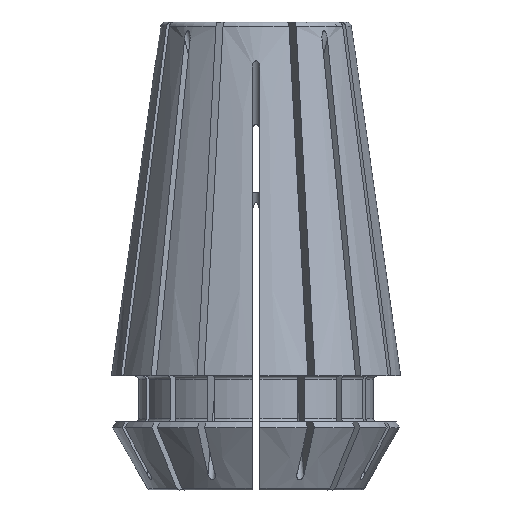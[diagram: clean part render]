
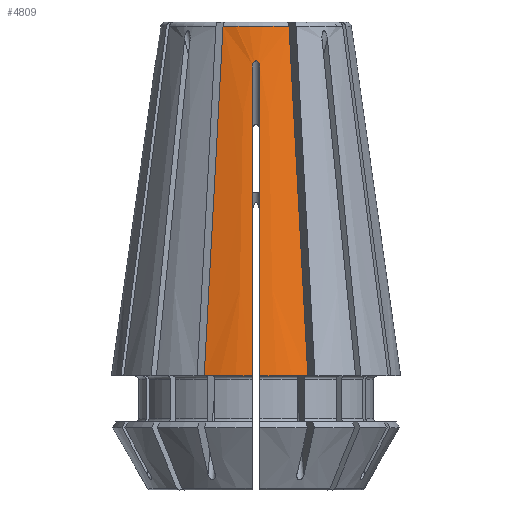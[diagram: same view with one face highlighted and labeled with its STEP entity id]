
A CAD part, front view. The second image highlights one B-rep face of the part: STEP entity #4809.
In plain terms, the highlighted conical face has half-angle 8 degrees and reference radius 5.613 mm.
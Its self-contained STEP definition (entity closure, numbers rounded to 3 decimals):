
#92=CONICAL_SURFACE('',#5075,5.613,0.14);
#142=B_SPLINE_CURVE_WITH_KNOTS('',3,(#6791,#6792,#6793,#6794),
 .UNSPECIFIED.,.F.,.F.,(4,4),(0.,0.02),
 .UNSPECIFIED.);
#143=B_SPLINE_CURVE_WITH_KNOTS('',3,(#6795,#6796,#6797,#6798),
 .UNSPECIFIED.,.F.,.F.,(4,4),(0.,0.02),
 .UNSPECIFIED.);
#144=B_SPLINE_CURVE_WITH_KNOTS('',3,(#6802,#6803,#6804,#6805),
 .UNSPECIFIED.,.F.,.F.,(4,4),(0.011,0.03),
 .UNSPECIFIED.);
#145=B_SPLINE_CURVE_WITH_KNOTS('',3,(#6807,#6808,#6809,#6810,#6811,#6812,
#6813),.UNSPECIFIED.,.F.,.F.,(4,1,1,1,4),(0.,0.,
0.,0.,0.),
 .UNSPECIFIED.);
#146=B_SPLINE_CURVE_WITH_KNOTS('',3,(#6815,#6816,#6817,#6818),
 .UNSPECIFIED.,.F.,.F.,(4,4),(0.011,0.03),
 .UNSPECIFIED.);
#1057=ORIENTED_EDGE('',*,*,#2666,.T.);
#1058=ORIENTED_EDGE('',*,*,#2667,.T.);
#1059=ORIENTED_EDGE('',*,*,#2663,.F.);
#1060=ORIENTED_EDGE('',*,*,#2668,.F.);
#1061=ORIENTED_EDGE('',*,*,#2669,.T.);
#1062=ORIENTED_EDGE('',*,*,#2670,.T.);
#1063=ORIENTED_EDGE('',*,*,#2671,.T.);
#1064=ORIENTED_EDGE('',*,*,#2672,.F.);
#2663=EDGE_CURVE('',#3468,#3469,#4003,.T.);
#2666=EDGE_CURVE('',#3470,#3471,#4004,.F.);
#2667=EDGE_CURVE('',#3471,#3469,#142,.T.);
#2668=EDGE_CURVE('',#3472,#3468,#143,.T.);
#2669=EDGE_CURVE('',#3472,#3473,#4005,.F.);
#2670=EDGE_CURVE('',#3473,#3474,#144,.F.);
#2671=EDGE_CURVE('',#3474,#3475,#145,.T.);
#2672=EDGE_CURVE('',#3470,#3475,#146,.F.);
#3468=VERTEX_POINT('',#6777);
#3469=VERTEX_POINT('',#6778);
#3470=VERTEX_POINT('',#6789);
#3471=VERTEX_POINT('',#6790);
#3472=VERTEX_POINT('',#6799);
#3473=VERTEX_POINT('',#6801);
#3474=VERTEX_POINT('',#6806);
#3475=VERTEX_POINT('',#6814);
#4003=CIRCLE('',#5074,5.613);
#4004=CIRCLE('',#5076,8.5);
#4005=CIRCLE('',#5077,8.5);
#4208=EDGE_LOOP('',(#1057,#1058,#1059,#1060,#1061,#1062,#1063,#1064));
#4464=FACE_BOUND('',#4208,.T.);
#4809=ADVANCED_FACE('',(#4464),#92,.T.);
#5074=AXIS2_PLACEMENT_3D('',#6776,#5557,#5558);
#5075=AXIS2_PLACEMENT_3D('',#6787,#5559,#5560);
#5076=AXIS2_PLACEMENT_3D('',#6788,#5561,#5562);
#5077=AXIS2_PLACEMENT_3D('',#6800,#5563,#5564);
#5557=DIRECTION('',(0.,0.,1.));
#5558=DIRECTION('',(1.,0.,0.));
#5559=DIRECTION('',(0.,0.,-1.));
#5560=DIRECTION('',(-1.,0.,0.));
#5561=DIRECTION('',(0.,0.,-1.));
#5562=DIRECTION('',(-1.,0.,0.));
#5563=DIRECTION('',(0.,0.,-1.));
#5564=DIRECTION('',(-1.,0.,0.));
#6776=CARTESIAN_POINT('',(0.,0.,27.242));
#6777=CARTESIAN_POINT('',(-1.938,-5.268,27.242));
#6778=CARTESIAN_POINT('',(1.938,-5.268,27.242));
#6787=CARTESIAN_POINT('',(0.,0.,27.242));
#6788=CARTESIAN_POINT('',(0.,0.,6.7));
#6789=CARTESIAN_POINT('',(0.225,-8.497,6.7));
#6790=CARTESIAN_POINT('',(3.044,-7.936,6.7));
#6791=CARTESIAN_POINT('',(3.044,-7.936,6.7));
#6792=CARTESIAN_POINT('',(2.675,-7.047,13.547));
#6793=CARTESIAN_POINT('',(2.307,-6.157,20.395));
#6794=CARTESIAN_POINT('',(1.938,-5.268,27.242));
#6795=CARTESIAN_POINT('',(-3.044,-7.936,6.7));
#6796=CARTESIAN_POINT('',(-2.675,-7.047,13.547));
#6797=CARTESIAN_POINT('',(-2.307,-6.157,20.395));
#6798=CARTESIAN_POINT('',(-1.938,-5.268,27.242));
#6799=CARTESIAN_POINT('',(-3.044,-7.936,6.7));
#6800=CARTESIAN_POINT('',(0.,0.,6.7));
#6801=CARTESIAN_POINT('',(-0.225,-8.497,6.7));
#6802=CARTESIAN_POINT('',(-0.225,-5.945,24.848));
#6803=CARTESIAN_POINT('',(-0.225,-6.796,18.798));
#6804=CARTESIAN_POINT('',(-0.225,-7.647,12.749));
#6805=CARTESIAN_POINT('',(-0.225,-8.497,6.7));
#6806=CARTESIAN_POINT('',(-0.225,-5.945,24.848));
#6807=CARTESIAN_POINT('',(-0.225,-5.945,24.848));
#6808=CARTESIAN_POINT('',(-0.225,-5.934,24.926));
#6809=CARTESIAN_POINT('',(-0.206,-5.914,25.079));
#6810=CARTESIAN_POINT('',(0.,-5.89,25.283));
#6811=CARTESIAN_POINT('',(0.205,-5.914,25.08));
#6812=CARTESIAN_POINT('',(0.225,-5.934,24.926));
#6813=CARTESIAN_POINT('',(0.225,-5.945,24.848));
#6814=CARTESIAN_POINT('',(0.225,-5.945,24.848));
#6815=CARTESIAN_POINT('',(0.225,-5.945,24.848));
#6816=CARTESIAN_POINT('',(0.225,-6.796,18.798));
#6817=CARTESIAN_POINT('',(0.225,-7.647,12.749));
#6818=CARTESIAN_POINT('',(0.225,-8.497,6.7));
